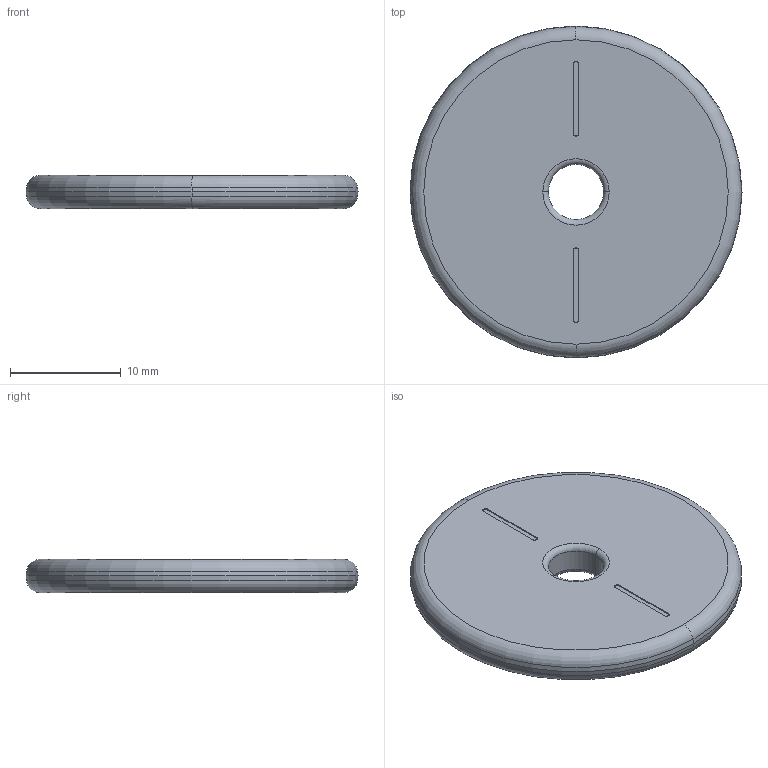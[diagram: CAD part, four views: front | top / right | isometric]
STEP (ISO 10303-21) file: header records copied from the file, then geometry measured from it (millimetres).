
FILE_DESCRIPTION((''),'2;1');
FILE_NAME('CAD-8506','2022-08-04T08:37:04',('creinig-se'),(''),'CREO PARAMETRIC BY PTC INC, 2019292','CREO PARAMETRIC BY PTC INC, 2019292','');
FILE_SCHEMA(('CONFIG_CONTROL_DESIGN','SHAPE_APPEARANCE_LAYERS_GROUPS'));
Length unit declared in the file: millimetre
Products named in the file (1): CAD-8506
Bounding box: 30 x 30 x 3 mm (x, y, z)
Volume: 1990.9 mm3; surface area: 1593.7 mm2
Topology: 1 solids, 1 shells, 26 faces, 60 edges, 38 vertices
Faces by surface type: plane 8, cylinder 6, torus 4, revolution 4, cone 4
Entity records: 1111 total; most frequent: CARTESIAN_POINT 228, DIRECTION 138, ORIENTED_EDGE 120, PRESENTATION_STYLE_ASSIGNMENT 61, STYLED_ITEM 61, CURVE_STYLE 60, EDGE_CURVE 60, AXIS2_PLACEMENT_3D 56
